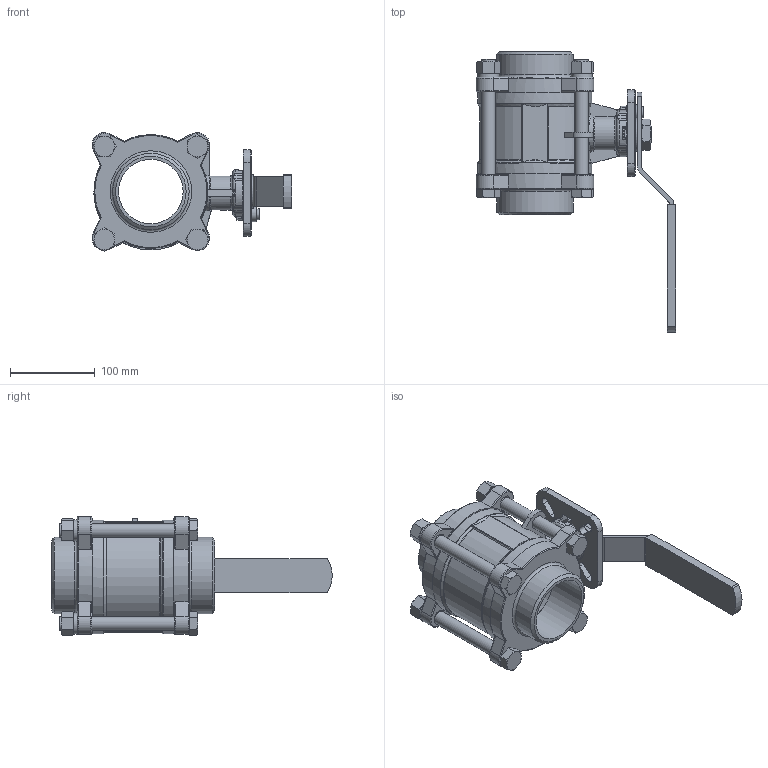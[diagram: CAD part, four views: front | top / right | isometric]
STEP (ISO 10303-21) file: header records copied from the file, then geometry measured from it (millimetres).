
FILE_DESCRIPTION(('STEP AP203'),'1');
FILE_NAME(' 3.stp','2023-01-17T05:38:41',(' '),(' '),'Spatial InterOp 3D',' ',' ');
FILE_SCHEMA(('CONFIG_CONTROL_DESIGN'));
Length unit declared in the file: millimetre
Products named in the file (32): 3PC_______ 3; 阀杆; 小片; 填料; 压环; 碟簧; 非标螺母; 防松垫片; 钢垫; 手柄; 把套; 螺钉 ： 圆柱头 - M8.0 x 20.0; 螺母 ： 标准 - M8.0 x 6.8; 垫圈 ： 平垫圈 - M8.0 x 1.6; 定位套; 螺栓 ： 六角头 - M16.0 x 153.0; 螺母 ： 标准 - M16.0 x 14.8; 垫圈 ： 单圈弹簧 - M16.0 x 4.1; 阀盖; 阀体
Assembly tree (31 placements, depth 2):
  3PC_______ 3
    阀杆
    小片
    填料
    压环
    碟簧
    碟簧
    非标螺母
    防松垫片
    钢垫
    手柄
    非标螺母
    把套
    螺钉 ： 圆柱头 - M8.0 x 20.0
    螺母 ： 标准 - M8.0 x 6.8
    垫圈 ： 平垫圈 - M8.0 x 1.6
    定位套
    螺栓 ： 六角头 - M16.0 x 153.0
    螺母 ： 标准 - M16.0 x 14.8
    垫圈 ： 单圈弹簧 - M16.0 x 4.1
    螺母 ： 标准 - M16.0 x 14.8
    垫圈 ： 单圈弹簧 - M16.0 x 4.1
    螺栓 ： 六角头 - M16.0 x 153.0
    螺栓 ： 六角头 - M16.0 x 153.0
    螺母 ： 标准 - M16.0 x 14.8
    垫圈 ： 单圈弹簧 - M16.0 x 4.1
    螺母 ： 标准 - M16.0 x 14.8
    垫圈 ： 单圈弹簧 - M16.0 x 4.1
    螺栓 ： 六角头 - M16.0 x 153.0
    阀盖
    阀盖
    阀体
Bounding box: 235.38 x 330.06 x 139.7 mm (x, y, z)
Volume: 1186176.1 mm3; surface area: 360145.1 mm2
Topology: 31 solids, 31 shells, 700 faces, 1616 edges, 995 vertices
Faces by surface type: plane 294, cylinder 166, cone 159, torus 68, bspline 12, sphere 1
Full cylindrical faces by diameter (mm): 7.995 x1, 8 x3, 9 x1, 13 x2, 16 x9, 16.5 x9, 18 x1, 19.3 x1, 20.5 x2, 22 x4, 22.4 x1, 22.5 x1, 22.6 x2, 23 x1, 28 x2, 28.5 x1, 29.5 x2, 30 x2, 39 x1, 40 x2, 48 x1, 76 x2, 90 x2, 117 x1, 118.6 x2, 125.5 x2, 134 x4
Entity records: 23746 total; most frequent: CARTESIAN_POINT 7118, DIRECTION 3094, ORIENTED_EDGE 2994, EDGE_CURVE 1497, AXIS2_PLACEMENT_3D 1270, VERTEX_POINT 984, EDGE_LOOP 894, FACE_OUTER_BOUND 775
